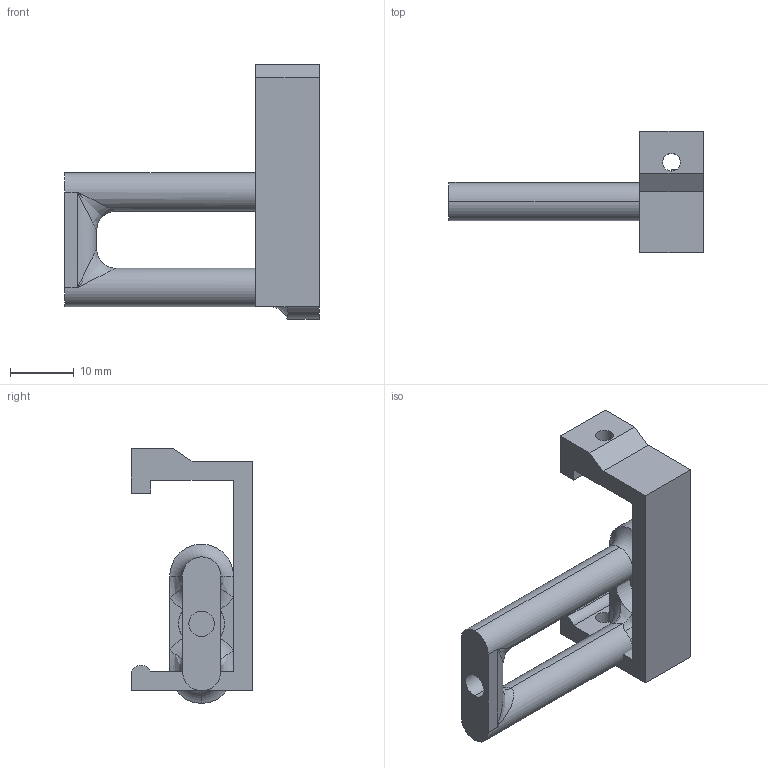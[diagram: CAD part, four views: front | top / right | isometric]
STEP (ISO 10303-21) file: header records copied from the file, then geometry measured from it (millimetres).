
FILE_DESCRIPTION (( 'STEP AP203' ), '1' );
FILE_NAME ('filament guide.STEP', '2018-05-18T07:23:24', ( '' ), ( '' ), 'SwSTEP 2.0', 'SolidWorks 2018', '' );
FILE_SCHEMA (( 'CONFIG_CONTROL_DESIGN' ));
Length unit declared in the file: millimetre
Products named in the file (1): filament guide
Bounding box: 40 x 19 x 40 mm (x, y, z)
Volume: 5512.5 mm3; surface area: 4315.2 mm2
Topology: 2 solids, 2 shells, 64 faces, 161 edges, 96 vertices
Faces by surface type: plane 24, cylinder 21, bspline 12, torus 7
Entity records: 2634 total; most frequent: CARTESIAN_POINT 1104, ORIENTED_EDGE 314, DIRECTION 294, EDGE_CURVE 157, AXIS2_PLACEMENT_3D 110, VERTEX_POINT 96, VECTOR 74, LINE 74
